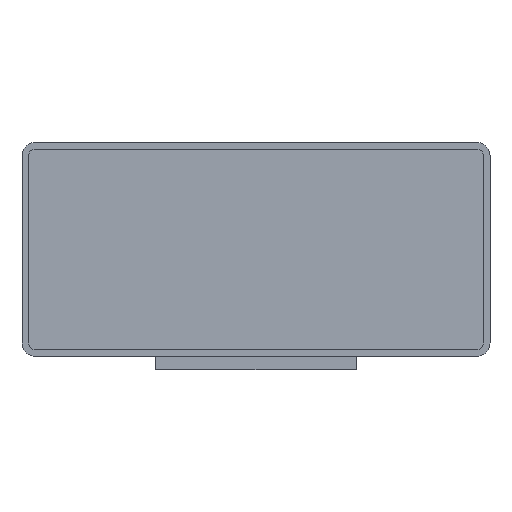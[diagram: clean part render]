
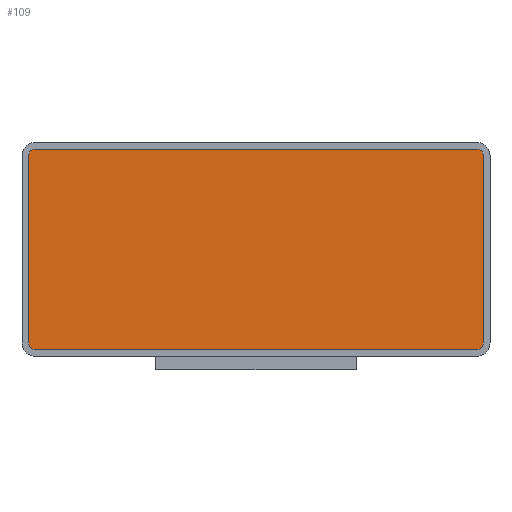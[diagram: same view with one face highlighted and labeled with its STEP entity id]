
A CAD part, front view. The second image highlights one B-rep face of the part: STEP entity #109.
In plain terms, the highlighted planar face has unit normal (0, -1, 0).
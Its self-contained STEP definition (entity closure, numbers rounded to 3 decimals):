
#109 = ADVANCED_FACE( '', ( #220 ), #221, .F. );
#220 = FACE_OUTER_BOUND( '', #329, .T. );
#221 = PLANE( '', #330 );
#329 = EDGE_LOOP( '', ( #580, #581, #582, #583, #584, #585, #586, #587 ) );
#330 = AXIS2_PLACEMENT_3D( '', #588, #589, #590 );
#580 = ORIENTED_EDGE( '', *, *, #712, .F. );
#581 = ORIENTED_EDGE( '', *, *, #744, .F. );
#582 = ORIENTED_EDGE( '', *, *, #757, .F. );
#583 = ORIENTED_EDGE( '', *, *, #727, .F. );
#584 = ORIENTED_EDGE( '', *, *, #707, .F. );
#585 = ORIENTED_EDGE( '', *, *, #721, .F. );
#586 = ORIENTED_EDGE( '', *, *, #740, .F. );
#587 = ORIENTED_EDGE( '', *, *, #752, .F. );
#588 = CARTESIAN_POINT( '', ( -3.3, -24.995, -1.4 ) );
#589 = DIRECTION( '', ( 0., 1., 0. ) );
#590 = DIRECTION( '', ( 0., 0., 1. ) );
#707 = EDGE_CURVE( '', #856, #857, #858, .T. );
#712 = EDGE_CURVE( '', #865, #866, #867, .T. );
#721 = EDGE_CURVE( '', #880, #856, #881, .T. );
#727 = EDGE_CURVE( '', #857, #888, #889, .T. );
#740 = EDGE_CURVE( '', #906, #880, #907, .T. );
#744 = EDGE_CURVE( '', #912, #865, #913, .T. );
#752 = EDGE_CURVE( '', #866, #906, #924, .T. );
#757 = EDGE_CURVE( '', #888, #912, #929, .T. );
#856 = VERTEX_POINT( '', #1061 );
#857 = VERTEX_POINT( '', #1062 );
#858 = CIRCLE( '', #1063, 0.1 );
#865 = VERTEX_POINT( '', #1072 );
#866 = VERTEX_POINT( '', #1073 );
#867 = CIRCLE( '', #1074, 0.1 );
#880 = VERTEX_POINT( '', #1091 );
#881 = LINE( '', #1092, #1093 );
#888 = VERTEX_POINT( '', #1103 );
#889 = LINE( '', #1104, #1105 );
#906 = VERTEX_POINT( '', #1128 );
#907 = CIRCLE( '', #1129, 0.1 );
#912 = VERTEX_POINT( '', #1135 );
#913 = LINE( '', #1136, #1137 );
#924 = LINE( '', #1152, #1153 );
#929 = CIRCLE( '', #1160, 0.1 );
#1061 = CARTESIAN_POINT( '', ( 3.3, -24.995, 1.5 ) );
#1062 = CARTESIAN_POINT( '', ( 3.4, -24.995, 1.4 ) );
#1063 = AXIS2_PLACEMENT_3D( '', #1236, #1237, #1238 );
#1072 = CARTESIAN_POINT( '', ( -3.3, -24.995, -1.5 ) );
#1073 = CARTESIAN_POINT( '', ( -3.4, -24.995, -1.4 ) );
#1074 = AXIS2_PLACEMENT_3D( '', #1244, #1245, #1246 );
#1091 = CARTESIAN_POINT( '', ( -3.3, -24.995, 1.5 ) );
#1092 = CARTESIAN_POINT( '', ( -3.3, -24.995, 1.5 ) );
#1093 = VECTOR( '', #1257, 1000. );
#1103 = CARTESIAN_POINT( '', ( 3.4, -24.995, -1.4 ) );
#1104 = CARTESIAN_POINT( '', ( 3.4, -24.995, 1.4 ) );
#1105 = VECTOR( '', #1261, 1000. );
#1128 = CARTESIAN_POINT( '', ( -3.4, -24.995, 1.4 ) );
#1129 = AXIS2_PLACEMENT_3D( '', #1277, #1278, #1279 );
#1135 = CARTESIAN_POINT( '', ( 3.3, -24.995, -1.5 ) );
#1136 = CARTESIAN_POINT( '', ( 3.3, -24.995, -1.5 ) );
#1137 = VECTOR( '', #1284, 1000. );
#1152 = CARTESIAN_POINT( '', ( -3.4, -24.995, -1.4 ) );
#1153 = VECTOR( '', #1292, 1000. );
#1160 = AXIS2_PLACEMENT_3D( '', #1295, #1296, #1297 );
#1236 = CARTESIAN_POINT( '', ( 3.3, -24.995, 1.4 ) );
#1237 = DIRECTION( '', ( 0., 1., 0. ) );
#1238 = DIRECTION( '', ( -1., 0., 0. ) );
#1244 = CARTESIAN_POINT( '', ( -3.3, -24.995, -1.4 ) );
#1245 = DIRECTION( '', ( 0., 1., 0. ) );
#1246 = DIRECTION( '', ( 1., 0., 0. ) );
#1257 = DIRECTION( '', ( 1., 0., 0. ) );
#1261 = DIRECTION( '', ( 0., 0., -1. ) );
#1277 = CARTESIAN_POINT( '', ( -3.3, -24.995, 1.4 ) );
#1278 = DIRECTION( '', ( 0., 1., 0. ) );
#1279 = DIRECTION( '', ( 1., 0., 0. ) );
#1284 = DIRECTION( '', ( -1., 0., 0. ) );
#1292 = DIRECTION( '', ( 0., 0., 1. ) );
#1295 = CARTESIAN_POINT( '', ( 3.3, -24.995, -1.4 ) );
#1296 = DIRECTION( '', ( 0., 1., 0. ) );
#1297 = DIRECTION( '', ( 1., 0., 0. ) );
